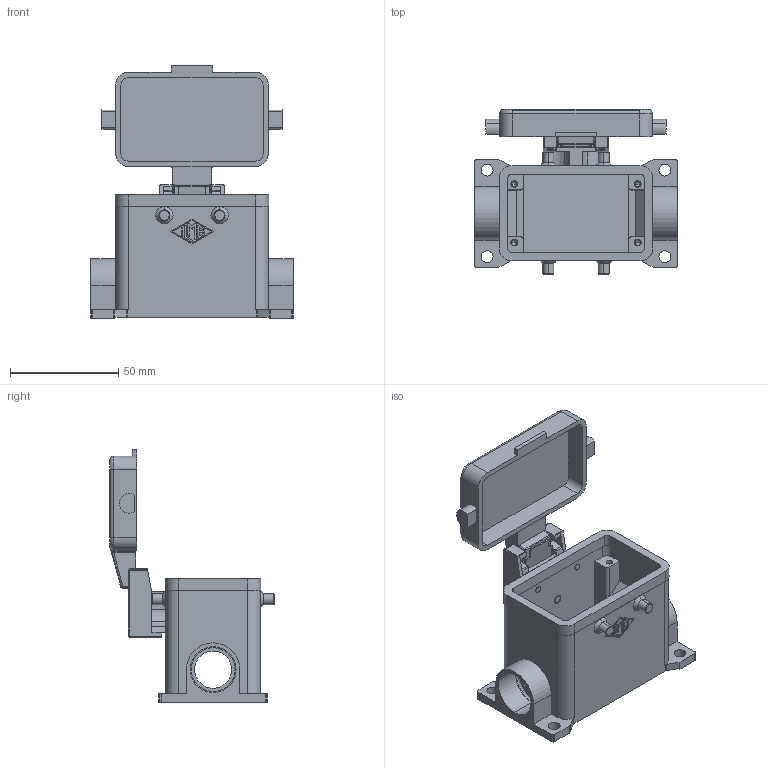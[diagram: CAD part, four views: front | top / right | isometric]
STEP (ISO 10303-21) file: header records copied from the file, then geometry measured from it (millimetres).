
FILE_DESCRIPTION((''),'2;1');
FILE_NAME('CMP 03 CS2.stp','2007-01-10T16:13:28',('gembarski'),(''),'Autodesk Inventor 7','Autodesk Inventor 7','');
FILE_SCHEMA(('AUTOMOTIVE_DESIGN { 1 0 10303 214 1 1 1 1 }'));
Length unit declared in the file: millimetre
Products named in the file (1): CMP 03 CS2
Bounding box: 93.5 x 76 x 116.5 mm (x, y, z)
Volume: 93084.6 mm3; surface area: 51674.1 mm2
Topology: 2 solids, 3 shells, 470 faces, 1241 edges, 794 vertices
Faces by surface type: cylinder 177, plane 177, bspline 92, torus 12, cone 10, sphere 2
Entity records: 15811 total; most frequent: CARTESIAN_POINT 4064, ORIENTED_EDGE 2474, DIRECTION 2461, EDGE_CURVE 1237, AXIS2_PLACEMENT_3D 857, VERTEX_POINT 794, VECTOR 747, LINE 747
